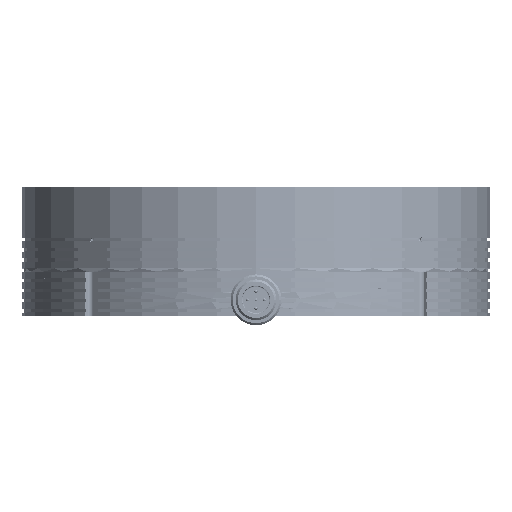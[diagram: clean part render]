
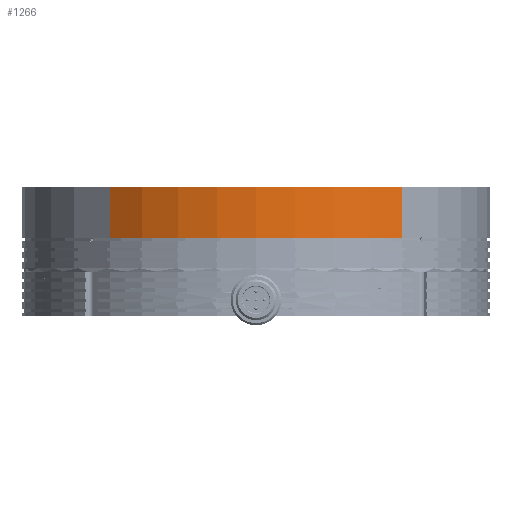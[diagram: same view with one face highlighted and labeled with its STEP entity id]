
A CAD part, top view. The second image highlights one B-rep face of the part: STEP entity #1266.
In plain terms, the highlighted cylindrical face has radius 69 mm (diameter 138 mm), a partial arc.
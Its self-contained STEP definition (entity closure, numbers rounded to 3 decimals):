
#1266 = ADVANCED_FACE ( 'NONE', ( #6258 ), #92114, .T. ) ;
#2159 = ORIENTED_EDGE ( 'NONE', *, *, #37992, .F. ) ;
#6258 = FACE_OUTER_BOUND ( 'NONE', #96735, .T. ) ;
#6914 = EDGE_CURVE ( 'NONE', #16798, #93642, #43358, .T. ) ;
#13414 = CARTESIAN_POINT ( 'NONE',  ( 43.198, 23., 53.805 ) ) ;
#13712 = VERTEX_POINT ( 'NONE', #79705 ) ;
#15120 = CARTESIAN_POINT ( 'NONE',  ( 43.198, 23., 53.805 ) ) ;
#16798 = VERTEX_POINT ( 'NONE', #20587 ) ;
#20587 = CARTESIAN_POINT ( 'NONE',  ( -43.198, 8., 53.805 ) ) ;
#24246 = VERTEX_POINT ( 'NONE', #15120 ) ;
#24740 = DIRECTION ( 'NONE',  ( -1., 0., 0. ) ) ;
#25681 = CARTESIAN_POINT ( 'NONE',  ( 43.198, 8., 53.805 ) ) ;
#27193 = DIRECTION ( 'NONE',  ( 0., 0., 1. ) ) ;
#27655 = DIRECTION ( 'NONE',  ( 0., -1., 0. ) ) ;
#35405 = CARTESIAN_POINT ( 'NONE',  ( -43.198, 23., 53.805 ) ) ;
#37992 = EDGE_CURVE ( 'NONE', #13712, #24246, #75234, .T. ) ;
#43358 = CIRCLE ( 'NONE', #44938, 69. ) ;
#44938 = AXIS2_PLACEMENT_3D ( 'NONE', #66820, #96816, #27193 ) ;
#54195 = DIRECTION ( 'NONE',  ( 0., 1., 0. ) ) ;
#59034 = AXIS2_PLACEMENT_3D ( 'NONE', #94365, #54195, #24740 ) ;
#60098 = DIRECTION ( 'NONE',  ( 0., 1., 0. ) ) ;
#60230 = LINE ( 'NONE', #35405, #64268 ) ;
#60785 = EDGE_CURVE ( 'NONE', #24246, #93642, #90145, .T. ) ;
#64268 = VECTOR ( 'NONE', #75506, 1000. ) ;
#66820 = CARTESIAN_POINT ( 'NONE',  ( 0., 8., 0. ) ) ;
#71743 = ORIENTED_EDGE ( 'NONE', *, *, #97741, .T. ) ;
#75234 = CIRCLE ( 'NONE', #59034, 69. ) ;
#75506 = DIRECTION ( 'NONE',  ( 0., -1., 0. ) ) ;
#79048 = ORIENTED_EDGE ( 'NONE', *, *, #6914, .T. ) ;
#79705 = CARTESIAN_POINT ( 'NONE',  ( -43.198, 23., 53.805 ) ) ;
#84034 = ORIENTED_EDGE ( 'NONE', *, *, #60785, .F. ) ;
#85662 = AXIS2_PLACEMENT_3D ( 'NONE', #90618, #60098, #99262 ) ;
#90145 = LINE ( 'NONE', #13414, #93970 ) ;
#90618 = CARTESIAN_POINT ( 'NONE',  ( 0., 0., 0. ) ) ;
#92114 = CYLINDRICAL_SURFACE ( 'NONE', #85662, 69. ) ;
#93642 = VERTEX_POINT ( 'NONE', #25681 ) ;
#93970 = VECTOR ( 'NONE', #27655, 1000. ) ;
#94365 = CARTESIAN_POINT ( 'NONE',  ( 0., 23., 0. ) ) ;
#96735 = EDGE_LOOP ( 'NONE', ( #84034, #2159, #71743, #79048 ) ) ;
#96816 = DIRECTION ( 'NONE',  ( 0., 1., 0. ) ) ;
#97741 = EDGE_CURVE ( 'NONE', #13712, #16798, #60230, .T. ) ;
#99262 = DIRECTION ( 'NONE',  ( -1., 0., 0. ) ) ;
